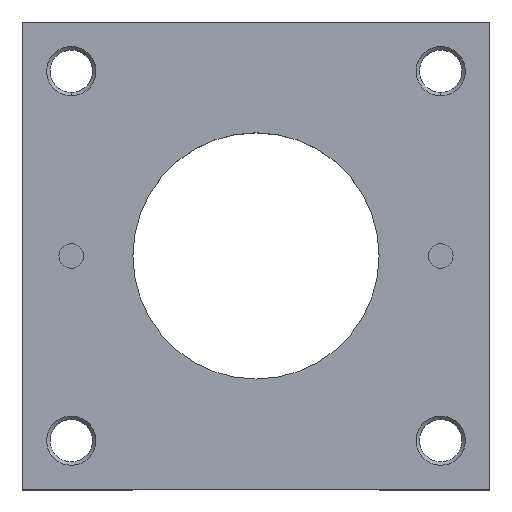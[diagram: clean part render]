
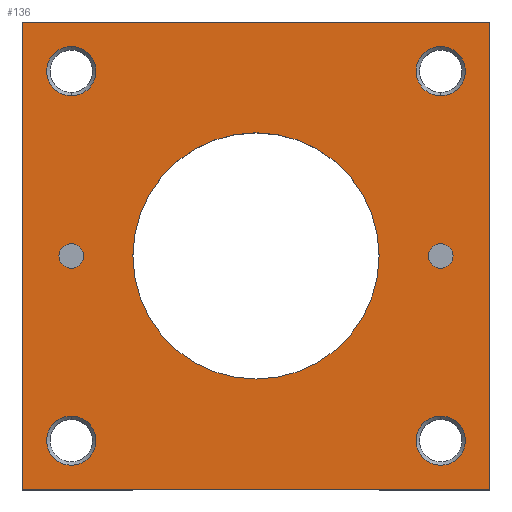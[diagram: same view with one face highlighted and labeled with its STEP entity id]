
A CAD part, top view. The second image highlights one B-rep face of the part: STEP entity #136.
In plain terms, the highlighted planar face has unit normal (0, 0, 1).
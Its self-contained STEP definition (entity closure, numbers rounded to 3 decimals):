
#136=ADVANCED_FACE('',(#265,#266,#267,#268,#269,#270,#271,#272),#273,.T.);
#265=FACE_BOUND('',#406,.T.);
#266=FACE_BOUND('',#407,.T.);
#267=FACE_BOUND('',#408,.T.);
#268=FACE_BOUND('',#409,.T.);
#269=FACE_BOUND('',#410,.T.);
#270=FACE_BOUND('',#411,.T.);
#271=FACE_BOUND('',#412,.T.);
#272=FACE_OUTER_BOUND('',#413,.T.);
#273=PLANE('',#414);
#406=EDGE_LOOP('',(#898,#899));
#407=EDGE_LOOP('',(#900,#901));
#408=EDGE_LOOP('',(#902,#903));
#409=EDGE_LOOP('',(#904,#905));
#410=EDGE_LOOP('',(#906,#907));
#411=EDGE_LOOP('',(#908,#909));
#412=EDGE_LOOP('',(#910,#911));
#413=EDGE_LOOP('',(#912,#913,#914,#915));
#414=AXIS2_PLACEMENT_3D('',#916,#917,#918);
#898=ORIENTED_EDGE('',*,*,#1037,.T.);
#899=ORIENTED_EDGE('',*,*,#1131,.T.);
#900=ORIENTED_EDGE('',*,*,#1026,.T.);
#901=ORIENTED_EDGE('',*,*,#1135,.T.);
#902=ORIENTED_EDGE('',*,*,#1015,.T.);
#903=ORIENTED_EDGE('',*,*,#1137,.T.);
#904=ORIENTED_EDGE('',*,*,#1002,.T.);
#905=ORIENTED_EDGE('',*,*,#1140,.T.);
#906=ORIENTED_EDGE('',*,*,#987,.T.);
#907=ORIENTED_EDGE('',*,*,#1142,.T.);
#908=ORIENTED_EDGE('',*,*,#983,.T.);
#909=ORIENTED_EDGE('',*,*,#1143,.T.);
#910=ORIENTED_EDGE('',*,*,#979,.T.);
#911=ORIENTED_EDGE('',*,*,#1144,.T.);
#912=ORIENTED_EDGE('',*,*,#1145,.T.);
#913=ORIENTED_EDGE('',*,*,#1146,.T.);
#914=ORIENTED_EDGE('',*,*,#1147,.T.);
#915=ORIENTED_EDGE('',*,*,#1148,.T.);
#916=CARTESIAN_POINT('',(0.0,0.0,28.0));
#917=DIRECTION('',(0.0,0.0,1.0));
#918=DIRECTION('',(1.0,0.0,0.0));
#979=EDGE_CURVE('',#1157,#1154,#1158,.T.);
#983=EDGE_CURVE('',#1165,#1162,#1166,.T.);
#987=EDGE_CURVE('',#1173,#1170,#1174,.T.);
#1002=EDGE_CURVE('',#1195,#1198,#1200,.T.);
#1015=EDGE_CURVE('',#1218,#1221,#1223,.T.);
#1026=EDGE_CURVE('',#1237,#1240,#1242,.T.);
#1037=EDGE_CURVE('',#1256,#1259,#1261,.T.);
#1131=EDGE_CURVE('',#1259,#1256,#1411,.T.);
#1135=EDGE_CURVE('',#1240,#1237,#1415,.T.);
#1137=EDGE_CURVE('',#1221,#1218,#1417,.T.);
#1140=EDGE_CURVE('',#1198,#1195,#1420,.T.);
#1142=EDGE_CURVE('',#1170,#1173,#1422,.T.);
#1143=EDGE_CURVE('',#1162,#1165,#1423,.T.);
#1144=EDGE_CURVE('',#1154,#1157,#1424,.T.);
#1145=EDGE_CURVE('',#1425,#1426,#1427,.T.);
#1146=EDGE_CURVE('',#1426,#1428,#1429,.T.);
#1147=EDGE_CURVE('',#1428,#1430,#1431,.T.);
#1148=EDGE_CURVE('',#1430,#1425,#1432,.T.);
#1154=VERTEX_POINT('',#1438);
#1157=VERTEX_POINT('',#1442);
#1158=CIRCLE('',#1443,50.0);
#1162=VERTEX_POINT('',#1448);
#1165=VERTEX_POINT('',#1452);
#1166=CIRCLE('',#1453,5.0);
#1170=VERTEX_POINT('',#1458);
#1173=VERTEX_POINT('',#1462);
#1174=CIRCLE('',#1463,5.0);
#1195=VERTEX_POINT('',#1489);
#1198=VERTEX_POINT('',#1493);
#1200=CIRCLE('',#1496,10.0);
#1218=VERTEX_POINT('',#1518);
#1221=VERTEX_POINT('',#1522);
#1223=CIRCLE('',#1525,10.0);
#1237=VERTEX_POINT('',#1543);
#1240=VERTEX_POINT('',#1547);
#1242=CIRCLE('',#1550,10.0);
#1256=VERTEX_POINT('',#1568);
#1259=VERTEX_POINT('',#1572);
#1261=CIRCLE('',#1575,10.0);
#1411=CIRCLE('',#1786,10.0);
#1415=CIRCLE('',#1790,10.0);
#1417=CIRCLE('',#1792,10.0);
#1420=CIRCLE('',#1795,10.0);
#1422=CIRCLE('',#1797,5.0);
#1423=CIRCLE('',#1798,5.0);
#1424=CIRCLE('',#1799,50.0);
#1425=VERTEX_POINT('',#1800);
#1426=VERTEX_POINT('',#1801);
#1427=LINE('',#1802,#1803);
#1428=VERTEX_POINT('',#1804);
#1429=LINE('',#1805,#1806);
#1430=VERTEX_POINT('',#1807);
#1431=LINE('',#1808,#1809);
#1432=LINE('',#1810,#1811);
#1438=CARTESIAN_POINT('',(50.0,0.,28.0));
#1442=CARTESIAN_POINT('',(-50.0,0.,28.0));
#1443=AXIS2_PLACEMENT_3D('',#1823,#1824,#1825);
#1448=CARTESIAN_POINT('',(-70.0,0.,28.0));
#1452=CARTESIAN_POINT('',(-80.0,0.,28.0));
#1453=AXIS2_PLACEMENT_3D('',#1831,#1832,#1833);
#1458=CARTESIAN_POINT('',(80.0,0.,28.0));
#1462=CARTESIAN_POINT('',(70.0,0.,28.0));
#1463=AXIS2_PLACEMENT_3D('',#1839,#1840,#1841);
#1489=CARTESIAN_POINT('',(-75.0,-65.0,28.0));
#1493=CARTESIAN_POINT('',(-75.0,-85.0,28.0));
#1496=AXIS2_PLACEMENT_3D('',#1870,#1871,#1872);
#1518=CARTESIAN_POINT('',(-75.0,85.0,28.0));
#1522=CARTESIAN_POINT('',(-75.0,65.0,28.0));
#1525=AXIS2_PLACEMENT_3D('',#1897,#1898,#1899);
#1543=CARTESIAN_POINT('',(75.0,-65.0,28.0));
#1547=CARTESIAN_POINT('',(75.0,-85.0,28.0));
#1550=AXIS2_PLACEMENT_3D('',#1918,#1919,#1920);
#1568=CARTESIAN_POINT('',(75.0,85.0,28.0));
#1572=CARTESIAN_POINT('',(75.0,65.0,28.0));
#1575=AXIS2_PLACEMENT_3D('',#1939,#1940,#1941);
#1786=AXIS2_PLACEMENT_3D('',#2099,#2100,#2101);
#1790=AXIS2_PLACEMENT_3D('',#2111,#2112,#2113);
#1792=AXIS2_PLACEMENT_3D('',#2117,#2118,#2119);
#1795=AXIS2_PLACEMENT_3D('',#2126,#2127,#2128);
#1797=AXIS2_PLACEMENT_3D('',#2132,#2133,#2134);
#1798=AXIS2_PLACEMENT_3D('',#2135,#2136,#2137);
#1799=AXIS2_PLACEMENT_3D('',#2138,#2139,#2140);
#1800=CARTESIAN_POINT('',(95.0,-95.0,28.0));
#1801=CARTESIAN_POINT('',(95.0,95.0,28.0));
#1802=CARTESIAN_POINT('',(95.0,0.0,28.0));
#1803=VECTOR('',#2141,1.0);
#1804=CARTESIAN_POINT('',(-95.0,95.0,28.0));
#1805=CARTESIAN_POINT('',(0.0,95.0,28.0));
#1806=VECTOR('',#2142,1.0);
#1807=CARTESIAN_POINT('',(-95.0,-95.0,28.0));
#1808=CARTESIAN_POINT('',(-95.0,0.0,28.0));
#1809=VECTOR('',#2143,1.0);
#1810=CARTESIAN_POINT('',(0.0,-95.0,28.0));
#1811=VECTOR('',#2144,1.0);
#1823=CARTESIAN_POINT('',(0.0,0.0,28.0));
#1824=DIRECTION('',(0.0,0.0,-1.0));
#1825=DIRECTION('',(1.0,0.0,0.0));
#1831=CARTESIAN_POINT('',(-75.0,0.0,28.0));
#1832=DIRECTION('',(0.0,0.0,-1.0));
#1833=DIRECTION('',(1.0,0.0,0.0));
#1839=CARTESIAN_POINT('',(75.0,0.0,28.0));
#1840=DIRECTION('',(0.0,0.0,-1.0));
#1841=DIRECTION('',(1.0,0.0,0.0));
#1870=CARTESIAN_POINT('',(-75.0,-75.0,28.0));
#1871=DIRECTION('',(0.0,0.0,-1.0));
#1872=DIRECTION('',(0.0,1.0,0.0));
#1897=CARTESIAN_POINT('',(-75.0,75.0,28.0));
#1898=DIRECTION('',(0.0,0.0,-1.0));
#1899=DIRECTION('',(0.0,1.0,0.0));
#1918=CARTESIAN_POINT('',(75.0,-75.0,28.0));
#1919=DIRECTION('',(0.0,0.0,-1.0));
#1920=DIRECTION('',(0.0,1.0,0.0));
#1939=CARTESIAN_POINT('',(75.0,75.0,28.0));
#1940=DIRECTION('',(0.0,0.0,-1.0));
#1941=DIRECTION('',(0.0,1.0,0.0));
#2099=CARTESIAN_POINT('',(75.0,75.0,28.0));
#2100=DIRECTION('',(0.0,0.0,-1.0));
#2101=DIRECTION('',(0.0,1.0,0.0));
#2111=CARTESIAN_POINT('',(75.0,-75.0,28.0));
#2112=DIRECTION('',(0.0,0.0,-1.0));
#2113=DIRECTION('',(0.0,1.0,0.0));
#2117=CARTESIAN_POINT('',(-75.0,75.0,28.0));
#2118=DIRECTION('',(0.0,0.0,-1.0));
#2119=DIRECTION('',(0.0,1.0,0.0));
#2126=CARTESIAN_POINT('',(-75.0,-75.0,28.0));
#2127=DIRECTION('',(0.0,0.0,-1.0));
#2128=DIRECTION('',(0.0,1.0,0.0));
#2132=CARTESIAN_POINT('',(75.0,0.0,28.0));
#2133=DIRECTION('',(0.0,0.0,-1.0));
#2134=DIRECTION('',(1.0,0.0,0.0));
#2135=CARTESIAN_POINT('',(-75.0,0.0,28.0));
#2136=DIRECTION('',(0.0,0.0,-1.0));
#2137=DIRECTION('',(1.0,0.0,0.0));
#2138=CARTESIAN_POINT('',(0.0,0.0,28.0));
#2139=DIRECTION('',(0.0,0.0,-1.0));
#2140=DIRECTION('',(1.0,0.0,0.0));
#2141=DIRECTION('',(0.0,1.0,0.0));
#2142=DIRECTION('',(-1.0,0.0,0.0));
#2143=DIRECTION('',(0.0,-1.0,0.0));
#2144=DIRECTION('',(1.0,0.0,0.0));
